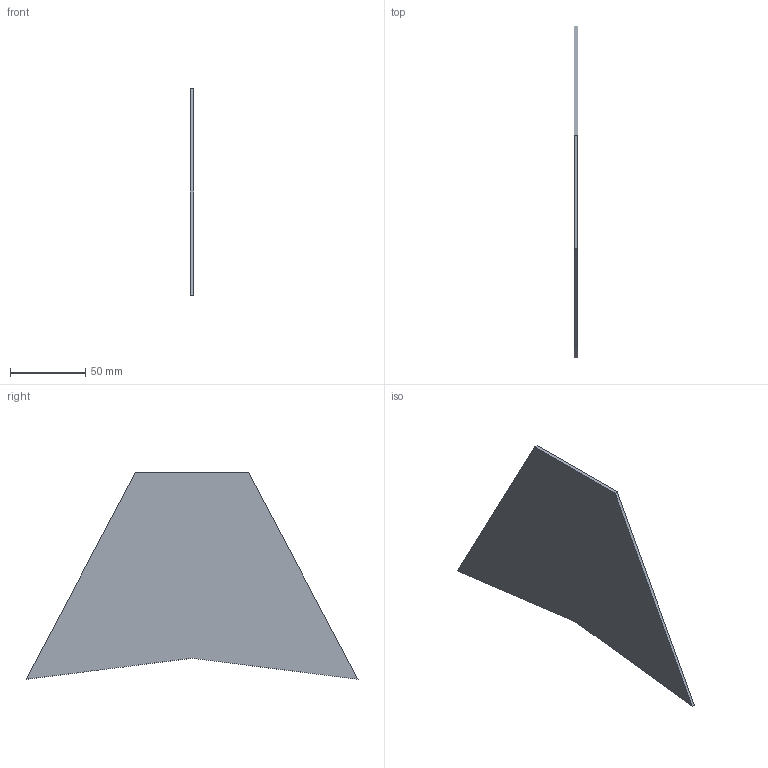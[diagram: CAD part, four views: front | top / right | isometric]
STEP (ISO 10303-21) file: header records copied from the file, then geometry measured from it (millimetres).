
FILE_DESCRIPTION((''),'2;1');
FILE_NAME('WEBBING_CAUDAL','2022-10-24T16:56:14',('apm49'),(''),'CREO PARAMETRIC BY PTC INC, 2019344','CREO PARAMETRIC BY PTC INC, 2019344','');
FILE_SCHEMA(('CONFIG_CONTROL_DESIGN'));
Length unit declared in the file: millimetre
Products named in the file (1): WEBBING_CAUDAL
Bounding box: 2 x 220 x 137 mm (x, y, z)
Volume: 37335 mm3; surface area: 38548.6 mm2
Topology: 1 solids, 1 shells, 7 faces, 15 edges, 10 vertices
Faces by surface type: plane 7
Entity records: 227 total; most frequent: CARTESIAN_POINT 32, ORIENTED_EDGE 30, DIRECTION 29, VECTOR 15, LINE 15, EDGE_CURVE 15, VERTEX_POINT 10, AXIS2_PLACEMENT_3D 7
